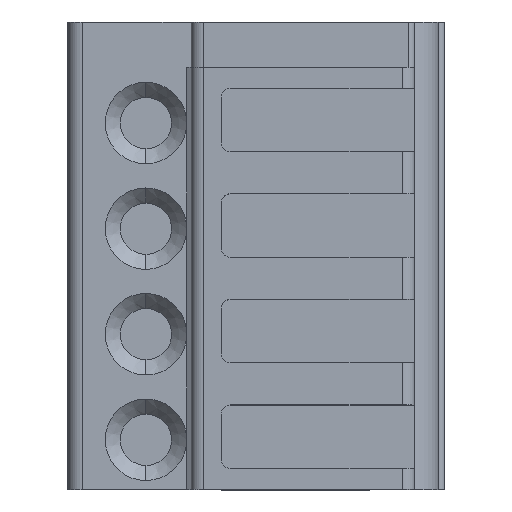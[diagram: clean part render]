
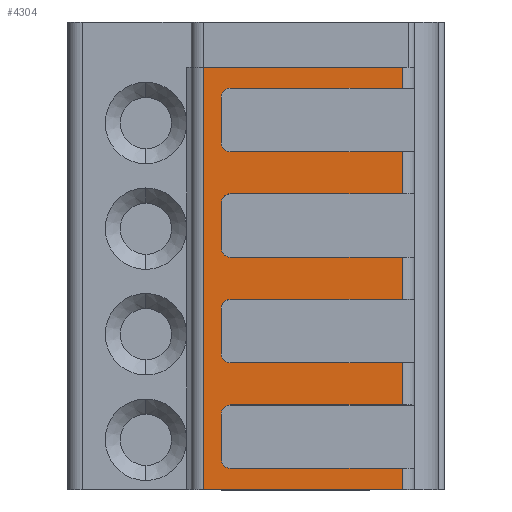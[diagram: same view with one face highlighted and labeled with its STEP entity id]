
A CAD part, top view. The second image highlights one B-rep face of the part: STEP entity #4304.
In plain terms, the highlighted planar face has unit normal (0, 0, 1).
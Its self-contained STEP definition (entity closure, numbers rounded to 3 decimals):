
#28=DIRECTION('',(1.,0.,0.));
#29=VECTOR('',#28,6.6);
#30=CARTESIAN_POINT('',(-1.75,0.,5.3));
#31=LINE('',#30,#29);
#1027=DIRECTION('',(1.,0.,0.));
#1028=VECTOR('',#1027,6.6);
#1029=CARTESIAN_POINT('',(-1.75,-14.,5.3));
#1030=LINE('',#1029,#1028);
#1197=DIRECTION('',(0.,-1.,0.));
#1198=VECTOR('',#1197,1.5);
#1199=CARTESIAN_POINT('',(-1.15,-11.5,5.3));
#1200=LINE('',#1199,#1198);
#1201=DIRECTION('',(-1.,0.,0.));
#1202=VECTOR('',#1201,5.7);
#1203=CARTESIAN_POINT('',(4.85,-13.3,5.3));
#1204=LINE('',#1203,#1202);
#1205=DIRECTION('',(0.,-1.,0.));
#1206=VECTOR('',#1205,14.);
#1207=CARTESIAN_POINT('',(-1.75,0.,5.3));
#1208=LINE('',#1207,#1206);
#1209=DIRECTION('',(-1.,0.,0.));
#1210=VECTOR('',#1209,5.7);
#1211=CARTESIAN_POINT('',(4.85,-0.7,5.3));
#1212=LINE('',#1211,#1210);
#1213=DIRECTION('',(0.,-1.,0.));
#1214=VECTOR('',#1213,1.5);
#1215=CARTESIAN_POINT('',(-1.15,-1.,5.3));
#1216=LINE('',#1215,#1214);
#1217=DIRECTION('',(-1.,0.,0.));
#1218=VECTOR('',#1217,5.7);
#1219=CARTESIAN_POINT('',(4.85,-2.8,5.3));
#1220=LINE('',#1219,#1218);
#1221=DIRECTION('',(-1.,0.,0.));
#1222=VECTOR('',#1221,5.7);
#1223=CARTESIAN_POINT('',(4.85,-4.2,5.3));
#1224=LINE('',#1223,#1222);
#1225=DIRECTION('',(0.,-1.,0.));
#1226=VECTOR('',#1225,1.5);
#1227=CARTESIAN_POINT('',(-1.15,-4.5,5.3));
#1228=LINE('',#1227,#1226);
#1229=DIRECTION('',(-1.,0.,0.));
#1230=VECTOR('',#1229,5.7);
#1231=CARTESIAN_POINT('',(4.85,-6.3,5.3));
#1232=LINE('',#1231,#1230);
#1233=DIRECTION('',(-1.,0.,0.));
#1234=VECTOR('',#1233,5.7);
#1235=CARTESIAN_POINT('',(4.85,-7.7,5.3));
#1236=LINE('',#1235,#1234);
#1237=DIRECTION('',(0.,-1.,0.));
#1238=VECTOR('',#1237,1.5);
#1239=CARTESIAN_POINT('',(-1.15,-8.,5.3));
#1240=LINE('',#1239,#1238);
#1241=DIRECTION('',(-1.,0.,0.));
#1242=VECTOR('',#1241,5.7);
#1243=CARTESIAN_POINT('',(4.85,-9.8,5.3));
#1244=LINE('',#1243,#1242);
#1245=DIRECTION('',(-1.,0.,0.));
#1246=VECTOR('',#1245,5.7);
#1247=CARTESIAN_POINT('',(4.85,-11.2,5.3));
#1248=LINE('',#1247,#1246);
#1261=CARTESIAN_POINT('',(-0.85,-11.5,5.3));
#1262=DIRECTION('',(0.,0.,-1.));
#1263=DIRECTION('',(-1.,0.,0.));
#1264=AXIS2_PLACEMENT_3D('',#1261,#1262,#1263);
#1293=DIRECTION('',(0.,-1.,0.));
#1294=VECTOR('',#1293,0.7);
#1295=CARTESIAN_POINT('',(4.85,0.,5.3));
#1296=LINE('',#1295,#1294);
#1302=DIRECTION('',(0.,-1.,0.));
#1303=VECTOR('',#1302,1.4);
#1304=CARTESIAN_POINT('',(4.85,-2.8,5.3));
#1305=LINE('',#1304,#1303);
#1316=DIRECTION('',(0.,-1.,0.));
#1317=VECTOR('',#1316,1.4);
#1318=CARTESIAN_POINT('',(4.85,-6.3,5.3));
#1319=LINE('',#1318,#1317);
#1330=DIRECTION('',(0.,-1.,0.));
#1331=VECTOR('',#1330,1.4);
#1332=CARTESIAN_POINT('',(4.85,-9.8,5.3));
#1333=LINE('',#1332,#1331);
#1344=DIRECTION('',(0.,-1.,0.));
#1345=VECTOR('',#1344,0.7);
#1346=CARTESIAN_POINT('',(4.85,-13.3,5.3));
#1347=LINE('',#1346,#1345);
#1356=CARTESIAN_POINT('',(-0.85,-1.,5.3));
#1357=DIRECTION('',(0.,0.,-1.));
#1358=DIRECTION('',(-1.,0.,0.));
#1359=AXIS2_PLACEMENT_3D('',#1356,#1357,#1358);
#1379=CARTESIAN_POINT('',(-0.85,-2.5,5.3));
#1380=DIRECTION('',(0.,0.,-1.));
#1381=DIRECTION('',(0.,-1.,0.));
#1382=AXIS2_PLACEMENT_3D('',#1379,#1380,#1381);
#1404=CARTESIAN_POINT('',(-0.85,-4.5,5.3));
#1405=DIRECTION('',(0.,0.,-1.));
#1406=DIRECTION('',(-1.,0.,0.));
#1407=AXIS2_PLACEMENT_3D('',#1404,#1405,#1406);
#1427=CARTESIAN_POINT('',(-0.85,-6.,5.3));
#1428=DIRECTION('',(0.,0.,-1.));
#1429=DIRECTION('',(0.,-1.,0.));
#1430=AXIS2_PLACEMENT_3D('',#1427,#1428,#1429);
#1452=CARTESIAN_POINT('',(-0.85,-8.,5.3));
#1453=DIRECTION('',(0.,0.,-1.));
#1454=DIRECTION('',(-1.,0.,0.));
#1455=AXIS2_PLACEMENT_3D('',#1452,#1453,#1454);
#1475=CARTESIAN_POINT('',(-0.85,-9.5,5.3));
#1476=DIRECTION('',(0.,0.,-1.));
#1477=DIRECTION('',(0.,-1.,0.));
#1478=AXIS2_PLACEMENT_3D('',#1475,#1476,#1477);
#1496=CARTESIAN_POINT('',(-0.85,-13.,5.3));
#1497=DIRECTION('',(0.,0.,-1.));
#1498=DIRECTION('',(0.,-1.,0.));
#1499=AXIS2_PLACEMENT_3D('',#1496,#1497,#1498);
#2000=CARTESIAN_POINT('',(-1.75,0.,5.3));
#2002=VERTEX_POINT('',#2000);
#2003=CARTESIAN_POINT('',(4.85,0.,5.3));
#2004=VERTEX_POINT('',#2003);
#2054=CARTESIAN_POINT('',(-1.75,-14.,5.3));
#2056=VERTEX_POINT('',#2054);
#2057=CARTESIAN_POINT('',(4.85,-14.,5.3));
#2058=VERTEX_POINT('',#2057);
#2087=CARTESIAN_POINT('',(4.85,-0.7,5.3));
#2089=VERTEX_POINT('',#2087);
#2091=CARTESIAN_POINT('',(4.85,-2.8,5.3));
#2093=VERTEX_POINT('',#2091);
#2103=CARTESIAN_POINT('',(-1.15,-1.,5.3));
#2104=VERTEX_POINT('',#2103);
#2105=CARTESIAN_POINT('',(-0.85,-0.7,5.3));
#2106=VERTEX_POINT('',#2105);
#2108=CARTESIAN_POINT('',(-1.15,-2.5,5.3));
#2110=VERTEX_POINT('',#2108);
#2113=CARTESIAN_POINT('',(-0.85,-2.8,5.3));
#2114=VERTEX_POINT('',#2113);
#2115=CARTESIAN_POINT('',(4.85,-4.2,5.3));
#2117=VERTEX_POINT('',#2115);
#2119=CARTESIAN_POINT('',(4.85,-6.3,5.3));
#2121=VERTEX_POINT('',#2119);
#2127=CARTESIAN_POINT('',(4.85,-7.7,5.3));
#2129=VERTEX_POINT('',#2127);
#2131=CARTESIAN_POINT('',(4.85,-9.8,5.3));
#2133=VERTEX_POINT('',#2131);
#2139=CARTESIAN_POINT('',(4.85,-11.2,5.3));
#2141=VERTEX_POINT('',#2139);
#2143=CARTESIAN_POINT('',(4.85,-13.3,5.3));
#2145=VERTEX_POINT('',#2143);
#2227=CARTESIAN_POINT('',(-1.15,-4.5,5.3));
#2228=VERTEX_POINT('',#2227);
#2229=CARTESIAN_POINT('',(-0.85,-4.2,5.3));
#2230=VERTEX_POINT('',#2229);
#2232=CARTESIAN_POINT('',(-1.15,-6.,5.3));
#2234=VERTEX_POINT('',#2232);
#2237=CARTESIAN_POINT('',(-0.85,-6.3,5.3));
#2238=VERTEX_POINT('',#2237);
#2243=CARTESIAN_POINT('',(-1.15,-8.,5.3));
#2244=VERTEX_POINT('',#2243);
#2245=CARTESIAN_POINT('',(-0.85,-7.7,5.3));
#2246=VERTEX_POINT('',#2245);
#2248=CARTESIAN_POINT('',(-1.15,-9.5,5.3));
#2250=VERTEX_POINT('',#2248);
#2253=CARTESIAN_POINT('',(-0.85,-9.8,5.3));
#2254=VERTEX_POINT('',#2253);
#2259=CARTESIAN_POINT('',(-1.15,-11.5,5.3));
#2260=VERTEX_POINT('',#2259);
#2261=CARTESIAN_POINT('',(-0.85,-11.2,5.3));
#2262=VERTEX_POINT('',#2261);
#2264=CARTESIAN_POINT('',(-1.15,-13.,5.3));
#2266=VERTEX_POINT('',#2264);
#2269=CARTESIAN_POINT('',(-0.85,-13.3,5.3));
#2270=VERTEX_POINT('',#2269);
#4244=CARTESIAN_POINT('',(-1.75,0.,5.3));
#4245=DIRECTION('',(0.,0.,1.));
#4246=DIRECTION('',(1.,0.,0.));
#4247=AXIS2_PLACEMENT_3D('',#4244,#4245,#4246);
#4248=PLANE('',#4247);
#4250=ORIENTED_EDGE('',*,*,#4249,.T.);
#4252=ORIENTED_EDGE('',*,*,#4251,.F.);
#4254=ORIENTED_EDGE('',*,*,#4253,.F.);
#4256=ORIENTED_EDGE('',*,*,#4255,.T.);
#4257=ORIENTED_EDGE('',*,*,#4185,.F.);
#4258=ORIENTED_EDGE('',*,*,#4237,.F.);
#4259=ORIENTED_EDGE('',*,*,#2615,.T.);
#4261=ORIENTED_EDGE('',*,*,#4260,.T.);
#4263=ORIENTED_EDGE('',*,*,#4262,.T.);
#4265=ORIENTED_EDGE('',*,*,#4264,.F.);
#4267=ORIENTED_EDGE('',*,*,#4266,.T.);
#4269=ORIENTED_EDGE('',*,*,#4268,.F.);
#4271=ORIENTED_EDGE('',*,*,#4270,.F.);
#4273=ORIENTED_EDGE('',*,*,#4272,.T.);
#4275=ORIENTED_EDGE('',*,*,#4274,.T.);
#4277=ORIENTED_EDGE('',*,*,#4276,.F.);
#4279=ORIENTED_EDGE('',*,*,#4278,.T.);
#4281=ORIENTED_EDGE('',*,*,#4280,.F.);
#4283=ORIENTED_EDGE('',*,*,#4282,.F.);
#4285=ORIENTED_EDGE('',*,*,#4284,.T.);
#4287=ORIENTED_EDGE('',*,*,#4286,.T.);
#4289=ORIENTED_EDGE('',*,*,#4288,.F.);
#4291=ORIENTED_EDGE('',*,*,#4290,.T.);
#4293=ORIENTED_EDGE('',*,*,#4292,.F.);
#4295=ORIENTED_EDGE('',*,*,#4294,.F.);
#4297=ORIENTED_EDGE('',*,*,#4296,.T.);
#4299=ORIENTED_EDGE('',*,*,#4298,.T.);
#4301=ORIENTED_EDGE('',*,*,#4300,.F.);
#4302=EDGE_LOOP('',(#4250,#4252,#4254,#4256,#4257,#4258,#4259,#4261,#4263,#4265,
#4267,#4269,#4271,#4273,#4275,#4277,#4279,#4281,#4283,#4285,#4287,#4289,#4291,
#4293,#4295,#4297,#4299,#4301));
#4303=FACE_OUTER_BOUND('',#4302,.F.);
#4304=ADVANCED_FACE('',(#4303),#4248,.T.);
#1265=CIRCLE('',#1264,0.3);
#1360=CIRCLE('',#1359,0.3);
#1383=CIRCLE('',#1382,0.3);
#1408=CIRCLE('',#1407,0.3);
#1431=CIRCLE('',#1430,0.3);
#1456=CIRCLE('',#1455,0.3);
#1479=CIRCLE('',#1478,0.3);
#1500=CIRCLE('',#1499,0.3);
#2615=EDGE_CURVE('',#2002,#2004,#31,.T.);
#4185=EDGE_CURVE('',#2056,#2058,#1030,.T.);
#4237=EDGE_CURVE('',#2002,#2056,#1208,.T.);
#4249=EDGE_CURVE('',#2260,#2266,#1200,.T.);
#4251=EDGE_CURVE('',#2270,#2266,#1500,.T.);
#4253=EDGE_CURVE('',#2145,#2270,#1204,.T.);
#4255=EDGE_CURVE('',#2145,#2058,#1347,.T.);
#4260=EDGE_CURVE('',#2004,#2089,#1296,.T.);
#4262=EDGE_CURVE('',#2089,#2106,#1212,.T.);
#4264=EDGE_CURVE('',#2104,#2106,#1360,.T.);
#4266=EDGE_CURVE('',#2104,#2110,#1216,.T.);
#4268=EDGE_CURVE('',#2114,#2110,#1383,.T.);
#4270=EDGE_CURVE('',#2093,#2114,#1220,.T.);
#4272=EDGE_CURVE('',#2093,#2117,#1305,.T.);
#4274=EDGE_CURVE('',#2117,#2230,#1224,.T.);
#4276=EDGE_CURVE('',#2228,#2230,#1408,.T.);
#4278=EDGE_CURVE('',#2228,#2234,#1228,.T.);
#4280=EDGE_CURVE('',#2238,#2234,#1431,.T.);
#4282=EDGE_CURVE('',#2121,#2238,#1232,.T.);
#4284=EDGE_CURVE('',#2121,#2129,#1319,.T.);
#4286=EDGE_CURVE('',#2129,#2246,#1236,.T.);
#4288=EDGE_CURVE('',#2244,#2246,#1456,.T.);
#4290=EDGE_CURVE('',#2244,#2250,#1240,.T.);
#4292=EDGE_CURVE('',#2254,#2250,#1479,.T.);
#4294=EDGE_CURVE('',#2133,#2254,#1244,.T.);
#4296=EDGE_CURVE('',#2133,#2141,#1333,.T.);
#4298=EDGE_CURVE('',#2141,#2262,#1248,.T.);
#4300=EDGE_CURVE('',#2260,#2262,#1265,.T.);
